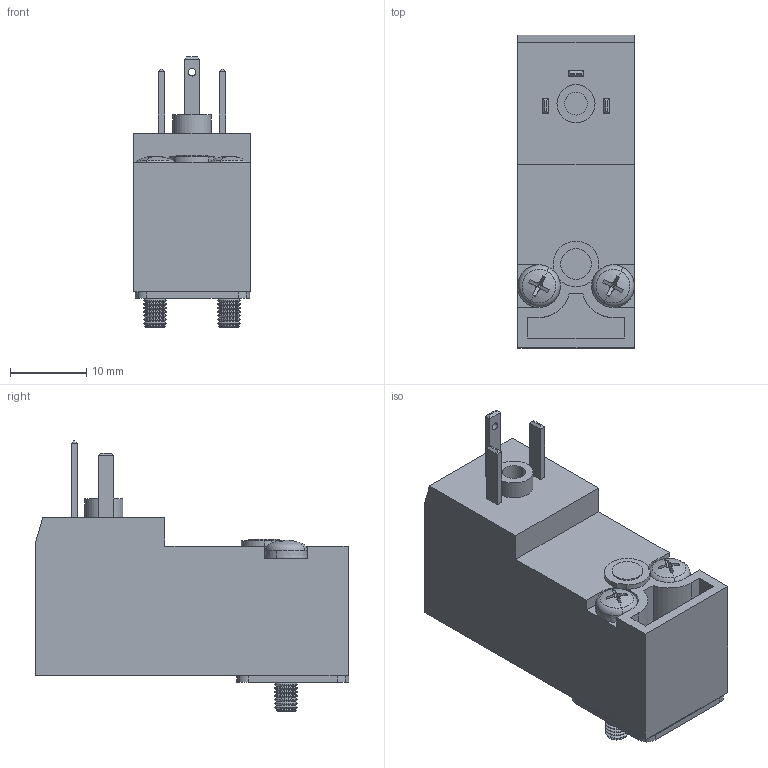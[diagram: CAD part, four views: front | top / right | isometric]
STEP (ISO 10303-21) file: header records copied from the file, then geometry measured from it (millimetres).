
FILE_DESCRIPTION((''),'2;1');
FILE_NAME('00_253_0.stp','2002-11-26T21:09:01',('Branislav Petkovic'),('AZ Pneumatica'),'AutoCAD STEP 2000i','AutoCAD 2000i','Via J. F. Kennedy, 26, 20020 Misinto (MI), ITALY');
FILE_SCHEMA(('CONFIG_CONTROL_DESIGN'));
Length unit declared in the file: millimetre
Products named in the file (2): 00_253_0; PART1
Assembly tree (1 placements, depth 2):
  00_253_0
    PART1
Bounding box: 15.3 x 41.1 x 35.4 mm (x, y, z)
Surface area: 4316 mm2 (no closed solid volume)
Topology: 0 solids, 3 shells, 371 faces, 899 edges, 542 vertices
Faces by surface type: plane 127, cone 92, torus 76, cylinder 72, sphere 4
Entity records: 11040 total; most frequent: DIRECTION 2105, CARTESIAN_POINT 1938, ORIENTED_EDGE 1798, EDGE_CURVE 899, AXIS2_PLACEMENT_3D 861, VERTEX_POINT 542, CIRCLE 488, EDGE_LOOP 389
